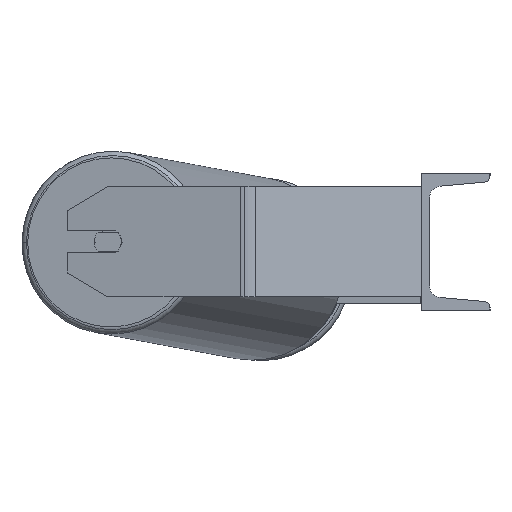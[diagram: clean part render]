
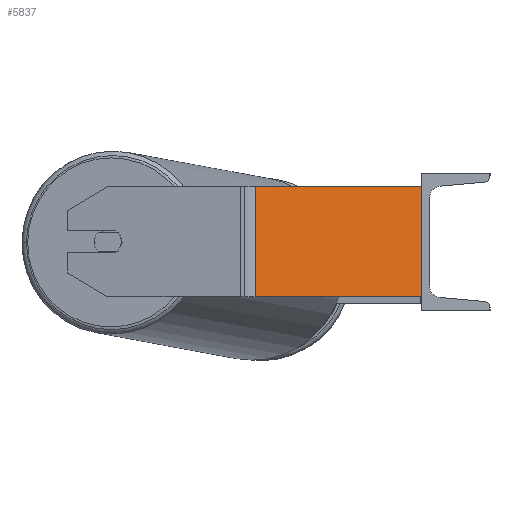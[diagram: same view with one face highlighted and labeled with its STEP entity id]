
A CAD part, left-side view. The second image highlights one B-rep face of the part: STEP entity #5837.
In plain terms, the highlighted planar face has unit normal (-0.866, -0.5, 0).
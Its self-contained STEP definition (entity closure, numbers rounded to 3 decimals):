
#33 = CARTESIAN_POINT ( 'NONE',  ( -885., 0., 40. ) ) ;
#127 = LINE ( 'NONE', #8532, #5218 ) ;
#551 = LINE ( 'NONE', #5813, #6980 ) ;
#681 = ORIENTED_EDGE ( 'NONE', *, *, #5059, .F. ) ;
#808 = DIRECTION ( 'NONE',  ( 0., 0., -1. ) ) ;
#959 = VERTEX_POINT ( 'NONE', #7057 ) ;
#1525 = LINE ( 'NONE', #6986, #4017 ) ;
#1660 = VECTOR ( 'NONE', #5870, 1000. ) ;
#1692 = LINE ( 'NONE', #3074, #1660 ) ;
#1785 = ORIENTED_EDGE ( 'NONE', *, *, #6404, .F. ) ;
#1860 = DIRECTION ( 'NONE',  ( 0.866, 0.5, 0. ) ) ;
#2275 = EDGE_LOOP ( 'NONE', ( #8149, #681, #1785, #4218 ) ) ;
#2351 = VERTEX_POINT ( 'NONE', #33 ) ;
#3074 = CARTESIAN_POINT ( 'NONE',  ( -957.634, 125.807, 40. ) ) ;
#3201 = CARTESIAN_POINT ( 'NONE',  ( -885., 0., -40. ) ) ;
#3362 = VERTEX_POINT ( 'NONE', #3201 ) ;
#3938 = CARTESIAN_POINT ( 'NONE',  ( -957.634, 125.807, 40. ) ) ;
#4017 = VECTOR ( 'NONE', #8495, 1000. ) ;
#4218 = ORIENTED_EDGE ( 'NONE', *, *, #5796, .T. ) ;
#4844 = EDGE_CURVE ( 'NONE', #959, #3362, #1525, .T. ) ;
#5059 = EDGE_CURVE ( 'NONE', #2351, #3362, #551, .T. ) ;
#5218 = VECTOR ( 'NONE', #6413, 1000. ) ;
#5796 = EDGE_CURVE ( 'NONE', #6586, #959, #127, .T. ) ;
#5813 = CARTESIAN_POINT ( 'NONE',  ( -885., 0., 40. ) ) ;
#5837 = ADVANCED_FACE ( 'NONE', ( #8229 ), #7447, .F. ) ;
#5870 = DIRECTION ( 'NONE',  ( 0.5, -0.866, 0. ) ) ;
#5939 = CARTESIAN_POINT ( 'NONE',  ( -954.723, 120.763, 40. ) ) ;
#6404 = EDGE_CURVE ( 'NONE', #6586, #2351, #1692, .T. ) ;
#6413 = DIRECTION ( 'NONE',  ( 0., 0., -1. ) ) ;
#6586 = VERTEX_POINT ( 'NONE', #5939 ) ;
#6764 = DIRECTION ( 'NONE',  ( -0.5, 0.866, 0. ) ) ;
#6980 = VECTOR ( 'NONE', #808, 1000. ) ;
#6986 = CARTESIAN_POINT ( 'NONE',  ( -957.634, 125.807, -40. ) ) ;
#7057 = CARTESIAN_POINT ( 'NONE',  ( -954.723, 120.763, -40. ) ) ;
#7131 = AXIS2_PLACEMENT_3D ( 'NONE', #3938, #1860, #6764 ) ;
#7447 = PLANE ( 'NONE',  #7131 ) ;
#8149 = ORIENTED_EDGE ( 'NONE', *, *, #4844, .T. ) ;
#8229 = FACE_OUTER_BOUND ( 'NONE', #2275, .T. ) ;
#8495 = DIRECTION ( 'NONE',  ( 0.5, -0.866, 0. ) ) ;
#8532 = CARTESIAN_POINT ( 'NONE',  ( -954.723, 120.763, 40. ) ) ;
